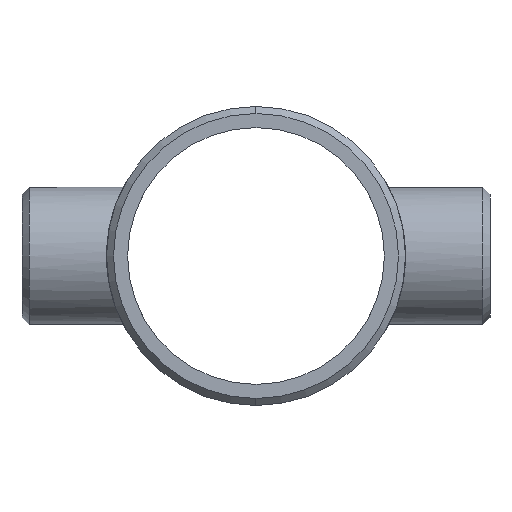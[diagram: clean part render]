
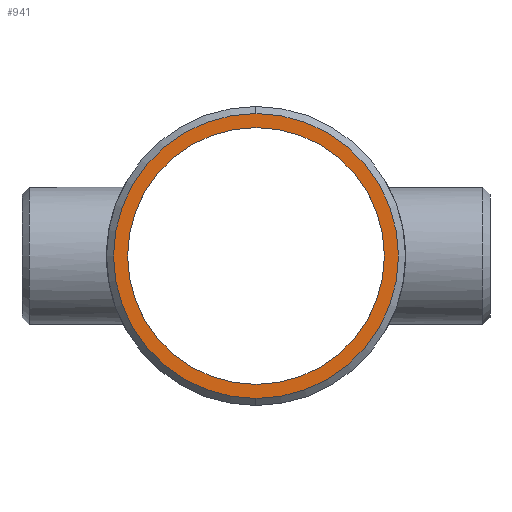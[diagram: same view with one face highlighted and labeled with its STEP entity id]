
A CAD part, left-side view. The second image highlights one B-rep face of the part: STEP entity #941.
In plain terms, the highlighted planar face has unit normal (-1, 0, 0).
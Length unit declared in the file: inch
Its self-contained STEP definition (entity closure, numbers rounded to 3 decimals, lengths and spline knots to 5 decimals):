
#29 = DIRECTION ( 'NONE',  ( 0., 0., -1. ) ) ;
#47 = AXIS2_PLACEMENT_3D ( 'NONE', #298, #797, #29 ) ;
#60 = CARTESIAN_POINT ( 'NONE',  ( -3., 0., 0. ) ) ;
#87 = EDGE_CURVE ( 'NONE', #739, #303, #971, .T. ) ;
#99 = EDGE_CURVE ( 'NONE', #460, #208, #916, .T. ) ;
#139 = CIRCLE ( 'NONE', #255, 1.2345 ) ;
#171 = ORIENTED_EDGE ( 'NONE', *, *, #435, .T. ) ;
#208 = VERTEX_POINT ( 'NONE', #719 ) ;
#253 = AXIS2_PLACEMENT_3D ( 'NONE', #323, #673, #296 ) ;
#255 = AXIS2_PLACEMENT_3D ( 'NONE', #814, #376, #728 ) ;
#276 = AXIS2_PLACEMENT_3D ( 'NONE', #60, #757, #1110 ) ;
#296 = DIRECTION ( 'NONE',  ( 0., 0., 1. ) ) ;
#298 = CARTESIAN_POINT ( 'NONE',  ( -3., 0., 0. ) ) ;
#303 = VERTEX_POINT ( 'NONE', #999 ) ;
#323 = CARTESIAN_POINT ( 'NONE',  ( -3., 0., 0. ) ) ;
#376 = DIRECTION ( 'NONE',  ( 1., 0., 0. ) ) ;
#390 = DIRECTION ( 'NONE',  ( 0., 0., 1. ) ) ;
#435 = EDGE_CURVE ( 'NONE', #303, #739, #139, .T. ) ;
#460 = VERTEX_POINT ( 'NONE', #669 ) ;
#562 = CARTESIAN_POINT ( 'NONE',  ( -3., 0., 0. ) ) ;
#631 = ORIENTED_EDGE ( 'NONE', *, *, #87, .T. ) ;
#654 = CIRCLE ( 'NONE', #801, 1.36983 ) ;
#658 = EDGE_CURVE ( 'NONE', #208, #460, #654, .T. ) ;
#669 = CARTESIAN_POINT ( 'NONE',  ( -3., 0., -1.36983 ) ) ;
#673 = DIRECTION ( 'NONE',  ( -1., 0., 0. ) ) ;
#719 = CARTESIAN_POINT ( 'NONE',  ( -3., 0., 1.36983 ) ) ;
#728 = DIRECTION ( 'NONE',  ( 0., 0., 1. ) ) ;
#734 = ORIENTED_EDGE ( 'NONE', *, *, #658, .T. ) ;
#739 = VERTEX_POINT ( 'NONE', #910 ) ;
#757 = DIRECTION ( 'NONE',  ( 1., 0., 0. ) ) ;
#776 = EDGE_LOOP ( 'NONE', ( #171, #631 ) ) ;
#796 = EDGE_LOOP ( 'NONE', ( #1017, #734 ) ) ;
#797 = DIRECTION ( 'NONE',  ( -1., 0., 0. ) ) ;
#801 = AXIS2_PLACEMENT_3D ( 'NONE', #562, #822, #390 ) ;
#812 = PLANE ( 'NONE',  #47 ) ;
#814 = CARTESIAN_POINT ( 'NONE',  ( -3., 0., 0. ) ) ;
#822 = DIRECTION ( 'NONE',  ( -1., 0., 0. ) ) ;
#907 = FACE_OUTER_BOUND ( 'NONE', #796, .T. ) ;
#910 = CARTESIAN_POINT ( 'NONE',  ( -3., 0., -1.2345 ) ) ;
#916 = CIRCLE ( 'NONE', #253, 1.36983 ) ;
#941 = ADVANCED_FACE ( 'NONE', ( #907, #1077 ), #812, .T. ) ;
#971 = CIRCLE ( 'NONE', #276, 1.2345 ) ;
#999 = CARTESIAN_POINT ( 'NONE',  ( -3., 0., 1.2345 ) ) ;
#1017 = ORIENTED_EDGE ( 'NONE', *, *, #99, .T. ) ;
#1077 = FACE_BOUND ( 'NONE', #776, .T. ) ;
#1110 = DIRECTION ( 'NONE',  ( 0., 0., 1. ) ) ;
